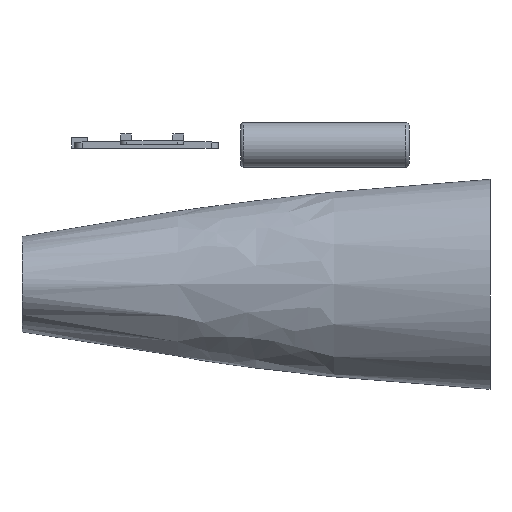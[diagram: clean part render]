
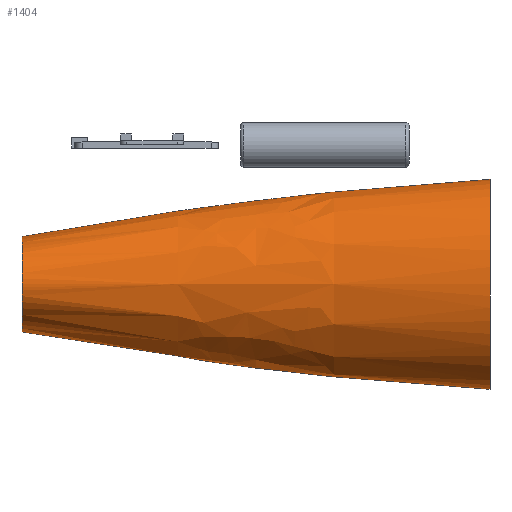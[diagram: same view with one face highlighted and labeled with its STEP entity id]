
A CAD part, top view. The second image highlights one B-rep face of the part: STEP entity #1404.
In plain terms, the highlighted free-form (B-spline) face has degree [3, 3] with [21, 4] control points.
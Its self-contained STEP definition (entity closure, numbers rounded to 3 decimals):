
#15=B_SPLINE_CURVE_WITH_KNOTS('',3,(#2471,#2472,#2473,#2474),
 .UNSPECIFIED.,.F.,.F.,(4,4),(0.,1.),.UNSPECIFIED.);
#16=B_SPLINE_SURFACE_WITH_KNOTS('',3,3,((#2387,#2388,#2389,#2390),(#2391,
#2392,#2393,#2394),(#2395,#2396,#2397,#2398),(#2399,#2400,#2401,#2402),
(#2403,#2404,#2405,#2406),(#2407,#2408,#2409,#2410),(#2411,#2412,#2413,
#2414),(#2415,#2416,#2417,#2418),(#2419,#2420,#2421,#2422),(#2423,#2424,
#2425,#2426),(#2427,#2428,#2429,#2430),(#2431,#2432,#2433,#2434),(#2435,
#2436,#2437,#2438),(#2439,#2440,#2441,#2442),(#2443,#2444,#2445,#2446),
(#2447,#2448,#2449,#2450),(#2451,#2452,#2453,#2454),(#2455,#2456,#2457,
#2458),(#2459,#2460,#2461,#2462),(#2463,#2464,#2465,#2466),(#2467,#2468,
#2469,#2470)),.UNSPECIFIED.,.T.,.F.,.F.,(4,1,1,1,1,1,1,1,1,1,1,1,1,1,1,
1,1,1,4),(4,4),(0.,0.071,0.143,0.19,
0.238,0.286,0.333,0.381,
0.429,0.476,0.524,0.571,
0.619,0.667,0.714,0.786,
0.857,0.929,1.),(0.,1.),.UNSPECIFIED.);
#17=ELLIPSE('',#1578,27.813,19.431);
#18=ELLIPSE('',#1580,42.729,34.125);
#197=FACE_OUTER_BOUND('',#285,.T.);
#285=EDGE_LOOP('',(#1306,#1307,#1308,#1309));
#738=VERTEX_POINT('',#2382);
#739=VERTEX_POINT('',#2385);
#927=EDGE_CURVE('',#738,#738,#17,.T.);
#928=EDGE_CURVE('',#739,#739,#18,.T.);
#929=EDGE_CURVE('',#739,#738,#15,.T.);
#1306=ORIENTED_EDGE('',*,*,#928,.T.);
#1307=ORIENTED_EDGE('',*,*,#929,.T.);
#1308=ORIENTED_EDGE('',*,*,#927,.F.);
#1309=ORIENTED_EDGE('',*,*,#929,.F.);
#1404=ADVANCED_FACE('',(#197),#16,.T.);
#1578=AXIS2_PLACEMENT_3D('',#2383,#1977,#1978);
#1580=AXIS2_PLACEMENT_3D('',#2386,#1981,#1982);
#1977=DIRECTION('center_axis',(-1.,0.,0.));
#1978=DIRECTION('ref_axis',(0.,0.,-1.));
#1981=DIRECTION('center_axis',(-1.,0.,0.));
#1982=DIRECTION('ref_axis',(0.,1.,0.));
#2382=CARTESIAN_POINT('',(-107.95,-56.746,27.813));
#2383=CARTESIAN_POINT('Origin',(-107.95,-56.746,0.));
#2385=CARTESIAN_POINT('',(82.55,-56.746,34.125));
#2386=CARTESIAN_POINT('Origin',(82.55,-56.746,0.));
#2387=CARTESIAN_POINT('Ctrl Pts',(82.55,-56.746,34.125));
#2388=CARTESIAN_POINT('Ctrl Pts',(18.816,-56.746,27.541));
#2389=CARTESIAN_POINT('Ctrl Pts',(-44.684,-56.746,25.437));
#2390=CARTESIAN_POINT('Ctrl Pts',(-107.95,-56.746,27.813));
#2391=CARTESIAN_POINT('Ctrl Pts',(82.55,-50.354,34.125));
#2392=CARTESIAN_POINT('Ctrl Pts',(18.816,-50.915,27.54));
#2393=CARTESIAN_POINT('Ctrl Pts',(-44.684,-52.078,25.437));
#2394=CARTESIAN_POINT('Ctrl Pts',(-107.95,-53.839,27.813));
#2395=CARTESIAN_POINT('Ctrl Pts',(82.55,-37.571,31.797));
#2396=CARTESIAN_POINT('Ctrl Pts',(18.816,-39.255,25.663));
#2397=CARTESIAN_POINT('Ctrl Pts',(-44.684,-42.74,23.702));
#2398=CARTESIAN_POINT('Ctrl Pts',(-107.95,-48.026,25.916));
#2399=CARTESIAN_POINT('Ctrl Pts',(82.55,-23.908,23.09));
#2400=CARTESIAN_POINT('Ctrl Pts',(18.816,-26.793,18.635));
#2401=CARTESIAN_POINT('Ctrl Pts',(-44.684,-32.761,17.211));
#2402=CARTESIAN_POINT('Ctrl Pts',(-107.95,-41.813,18.819));
#2403=CARTESIAN_POINT('Ctrl Pts',(82.55,-16.374,12.653));
#2404=CARTESIAN_POINT('Ctrl Pts',(18.816,-19.919,10.212));
#2405=CARTESIAN_POINT('Ctrl Pts',(-44.684,-27.258,9.432));
#2406=CARTESIAN_POINT('Ctrl Pts',(-107.95,-38.387,10.313));
#2407=CARTESIAN_POINT('Ctrl Pts',(82.55,-13.495,2.589));
#2408=CARTESIAN_POINT('Ctrl Pts',(18.816,-17.294,2.089));
#2409=CARTESIAN_POINT('Ctrl Pts',(-44.684,-25.154,1.93));
#2410=CARTESIAN_POINT('Ctrl Pts',(-107.95,-37.078,2.11));
#2411=CARTESIAN_POINT('Ctrl Pts',(82.55,-14.463,-7.708));
#2412=CARTESIAN_POINT('Ctrl Pts',(18.816,-18.176,-6.221));
#2413=CARTESIAN_POINT('Ctrl Pts',(-44.684,-25.861,-5.746));
#2414=CARTESIAN_POINT('Ctrl Pts',(-107.95,-37.518,-6.282));
#2415=CARTESIAN_POINT('Ctrl Pts',(82.55,-19.185,-17.32));
#2416=CARTESIAN_POINT('Ctrl Pts',(18.816,-22.484,-13.978));
#2417=CARTESIAN_POINT('Ctrl Pts',(-44.684,-29.31,-12.91));
#2418=CARTESIAN_POINT('Ctrl Pts',(-107.95,-39.665,-14.116));
#2419=CARTESIAN_POINT('Ctrl Pts',(82.55,-27.247,-25.391));
#2420=CARTESIAN_POINT('Ctrl Pts',(18.816,-29.838,-20.492));
#2421=CARTESIAN_POINT('Ctrl Pts',(-44.684,-35.199,-18.927));
#2422=CARTESIAN_POINT('Ctrl Pts',(-107.95,-43.331,-20.695));
#2423=CARTESIAN_POINT('Ctrl Pts',(82.55,-37.928,-31.209));
#2424=CARTESIAN_POINT('Ctrl Pts',(18.816,-39.58,-25.188));
#2425=CARTESIAN_POINT('Ctrl Pts',(-44.684,-43.001,-23.263));
#2426=CARTESIAN_POINT('Ctrl Pts',(-107.95,-48.188,-25.436));
#2427=CARTESIAN_POINT('Ctrl Pts',(82.55,-50.282,-34.251));
#2428=CARTESIAN_POINT('Ctrl Pts',(18.816,-50.85,-27.642));
#2429=CARTESIAN_POINT('Ctrl Pts',(-44.684,-52.025,-25.531));
#2430=CARTESIAN_POINT('Ctrl Pts',(-107.95,-53.807,-27.915));
#2431=CARTESIAN_POINT('Ctrl Pts',(82.55,-63.211,-34.252));
#2432=CARTESIAN_POINT('Ctrl Pts',(18.816,-62.643,-27.644));
#2433=CARTESIAN_POINT('Ctrl Pts',(-44.684,-61.468,-25.532));
#2434=CARTESIAN_POINT('Ctrl Pts',(-107.95,-59.686,-27.917));
#2435=CARTESIAN_POINT('Ctrl Pts',(82.55,-75.564,-31.208));
#2436=CARTESIAN_POINT('Ctrl Pts',(18.816,-73.912,-25.187));
#2437=CARTESIAN_POINT('Ctrl Pts',(-44.684,-70.491,-23.263));
#2438=CARTESIAN_POINT('Ctrl Pts',(-107.95,-65.304,-25.436));
#2439=CARTESIAN_POINT('Ctrl Pts',(82.55,-86.249,-25.392));
#2440=CARTESIAN_POINT('Ctrl Pts',(18.816,-83.658,-20.493));
#2441=CARTESIAN_POINT('Ctrl Pts',(-44.684,-78.296,-18.928));
#2442=CARTESIAN_POINT('Ctrl Pts',(-107.95,-70.163,-20.696));
#2443=CARTESIAN_POINT('Ctrl Pts',(82.55,-94.305,-17.319));
#2444=CARTESIAN_POINT('Ctrl Pts',(18.816,-91.007,-13.977));
#2445=CARTESIAN_POINT('Ctrl Pts',(-44.684,-84.18,-12.91));
#2446=CARTESIAN_POINT('Ctrl Pts',(-107.95,-73.826,-14.115));
#2447=CARTESIAN_POINT('Ctrl Pts',(82.55,-99.826,-6.107));
#2448=CARTESIAN_POINT('Ctrl Pts',(18.816,-96.042,-4.928));
#2449=CARTESIAN_POINT('Ctrl Pts',(-44.684,-88.212,-4.552));
#2450=CARTESIAN_POINT('Ctrl Pts',(-107.95,-76.337,-4.977));
#2451=CARTESIAN_POINT('Ctrl Pts',(82.55,-99.829,7.852));
#2452=CARTESIAN_POINT('Ctrl Pts',(18.816,-96.045,6.337));
#2453=CARTESIAN_POINT('Ctrl Pts',(-44.684,-88.215,5.853));
#2454=CARTESIAN_POINT('Ctrl Pts',(-107.95,-76.338,6.4));
#2455=CARTESIAN_POINT('Ctrl Pts',(82.55,-91.295,22.004));
#2456=CARTESIAN_POINT('Ctrl Pts',(18.816,-88.261,17.758));
#2457=CARTESIAN_POINT('Ctrl Pts',(-44.684,-81.981,16.402));
#2458=CARTESIAN_POINT('Ctrl Pts',(-107.95,-72.457,17.934));
#2459=CARTESIAN_POINT('Ctrl Pts',(82.55,-75.919,31.796));
#2460=CARTESIAN_POINT('Ctrl Pts',(18.816,-74.235,25.662));
#2461=CARTESIAN_POINT('Ctrl Pts',(-44.684,-70.751,23.701));
#2462=CARTESIAN_POINT('Ctrl Pts',(-107.95,-65.465,25.915));
#2463=CARTESIAN_POINT('Ctrl Pts',(82.55,-63.138,34.125));
#2464=CARTESIAN_POINT('Ctrl Pts',(18.816,-62.577,27.54));
#2465=CARTESIAN_POINT('Ctrl Pts',(-44.684,-61.415,25.437));
#2466=CARTESIAN_POINT('Ctrl Pts',(-107.95,-59.653,27.813));
#2467=CARTESIAN_POINT('Ctrl Pts',(82.55,-56.746,34.125));
#2468=CARTESIAN_POINT('Ctrl Pts',(18.816,-56.746,27.541));
#2469=CARTESIAN_POINT('Ctrl Pts',(-44.684,-56.746,25.437));
#2470=CARTESIAN_POINT('Ctrl Pts',(-107.95,-56.746,27.813));
#2471=CARTESIAN_POINT('Ctrl Pts',(82.55,-56.746,34.125));
#2472=CARTESIAN_POINT('Ctrl Pts',(18.816,-56.746,27.541));
#2473=CARTESIAN_POINT('Ctrl Pts',(-44.684,-56.746,25.437));
#2474=CARTESIAN_POINT('Ctrl Pts',(-107.95,-56.746,27.813));
